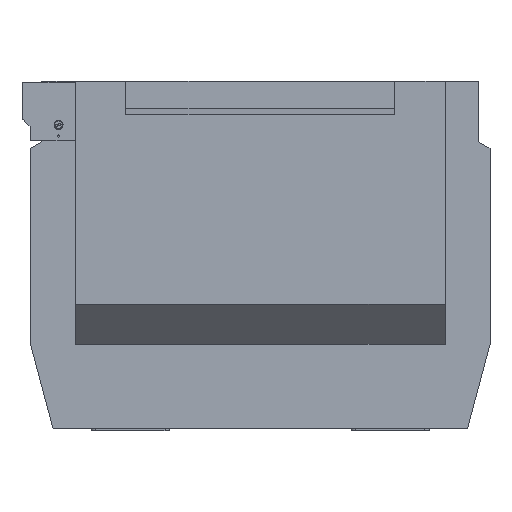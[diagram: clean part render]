
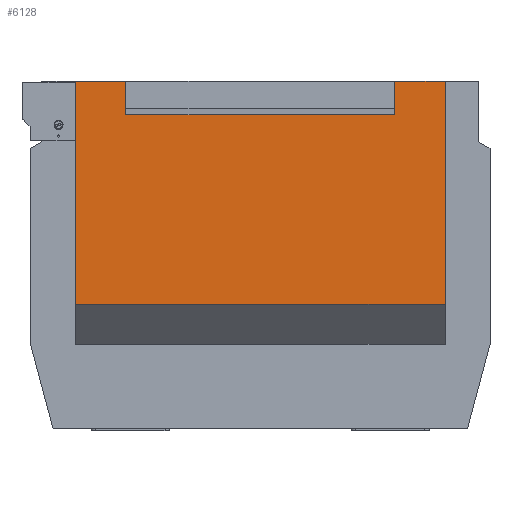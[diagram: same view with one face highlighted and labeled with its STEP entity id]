
A CAD part, top view. The second image highlights one B-rep face of the part: STEP entity #6128.
In plain terms, the highlighted planar face has unit normal (0, 0, 1).
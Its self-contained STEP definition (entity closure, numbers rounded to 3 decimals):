
#6128=ADVANCED_FACE('',(#20841),#20843,.T.);
#20841=FACE_BOUND('',#20842,.T.);
#20842=EDGE_LOOP('',(#33273,#33274,#33275,#33276,#33277,#33278,#33279,#33280));
#20843=PLANE('',#20844);
#20844=AXIS2_PLACEMENT_3D('',#20845,#20846,#20847);
#20845=CARTESIAN_POINT('',(0.,111.,95.));
#20846=DIRECTION('',(0.,-0.,1.));
#20847=DIRECTION('',(0.,1.,0.));
#33273=ORIENTED_EDGE('',*,*,#42032,.T.);
#33274=ORIENTED_EDGE('',*,*,#42033,.T.);
#33275=ORIENTED_EDGE('',*,*,#42034,.T.);
#33276=ORIENTED_EDGE('',*,*,#41268,.T.);
#33277=ORIENTED_EDGE('',*,*,#42031,.T.);
#33278=ORIENTED_EDGE('',*,*,#42035,.F.);
#33279=ORIENTED_EDGE('',*,*,#42036,.T.);
#33280=ORIENTED_EDGE('',*,*,#41272,.T.);
#41268=EDGE_CURVE('',#47053,#47051,#47054,.T.);
#41272=EDGE_CURVE('',#47061,#47059,#47062,.T.);
#42031=EDGE_CURVE('',#47051,#48206,#48208,.F.);
#42032=EDGE_CURVE('',#47059,#48209,#48210,.F.);
#42033=EDGE_CURVE('',#48209,#48211,#48212,.F.);
#42034=EDGE_CURVE('',#48211,#47053,#48213,.F.);
#42035=EDGE_CURVE('',#48214,#48206,#48215,.T.);
#42036=EDGE_CURVE('',#48214,#47061,#48216,.F.);
#47051=VERTEX_POINT('',#57714);
#47053=VERTEX_POINT('',#57718);
#47054=LINE('',#57719,#57720);
#47059=VERTEX_POINT('',#57730);
#47061=VERTEX_POINT('',#57734);
#47062=LINE('',#57735,#57736);
#48206=VERTEX_POINT('',#60493);
#48208=LINE('',#60497,#60498);
#48209=VERTEX_POINT('',#60500);
#48210=LINE('',#60501,#60502);
#48211=VERTEX_POINT('',#60504);
#48212=LINE('',#60505,#60506);
#48213=LINE('',#60508,#60509);
#48214=VERTEX_POINT('',#60511);
#48215=LINE('',#60512,#60513);
#48216=LINE('',#60515,#60516);
#57714=CARTESIAN_POINT('',(-370.,310.,95.));
#57718=CARTESIAN_POINT('',(-325.,310.,95.));
#57719=CARTESIAN_POINT('',(-325.,310.,95.));
#57720=VECTOR('',#57721,1.);
#57721=DIRECTION('',(-1.,0.,0.));
#57730=CARTESIAN_POINT('',(-85.,310.,95.));
#57734=CARTESIAN_POINT('',(-40.,310.,95.));
#57735=CARTESIAN_POINT('',(-40.,310.,95.));
#57736=VECTOR('',#57737,1.);
#57737=DIRECTION('',(-1.,0.,0.));
#60493=CARTESIAN_POINT('',(-370.,111.,95.));
#60497=CARTESIAN_POINT('',(-370.,111.,95.));
#60498=VECTOR('',#60499,1.);
#60499=DIRECTION('',(0.,1.,0.));
#60500=CARTESIAN_POINT('',(-85.,280.,95.));
#60501=CARTESIAN_POINT('',(-85.,280.,95.));
#60502=VECTOR('',#60503,1.);
#60503=DIRECTION('',(0.,1.,0.));
#60504=CARTESIAN_POINT('',(-325.,280.,95.));
#60505=CARTESIAN_POINT('',(-325.,280.,95.));
#60506=VECTOR('',#60507,1.);
#60507=DIRECTION('',(1.,0.,0.));
#60508=CARTESIAN_POINT('',(-325.,310.,95.));
#60509=VECTOR('',#60510,1.);
#60510=DIRECTION('',(0.,-1.,0.));
#60511=CARTESIAN_POINT('',(-40.,111.,95.));
#60512=CARTESIAN_POINT('',(-40.,111.,95.));
#60513=VECTOR('',#60514,1.);
#60514=DIRECTION('',(-1.,0.,0.));
#60515=CARTESIAN_POINT('',(-40.,310.,95.));
#60516=VECTOR('',#60517,1.);
#60517=DIRECTION('',(0.,-1.,0.));
